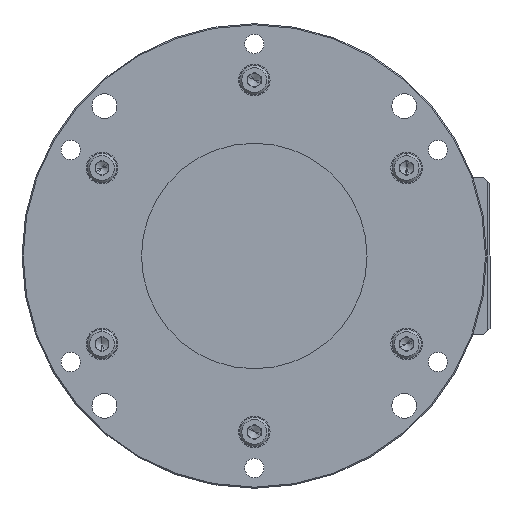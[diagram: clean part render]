
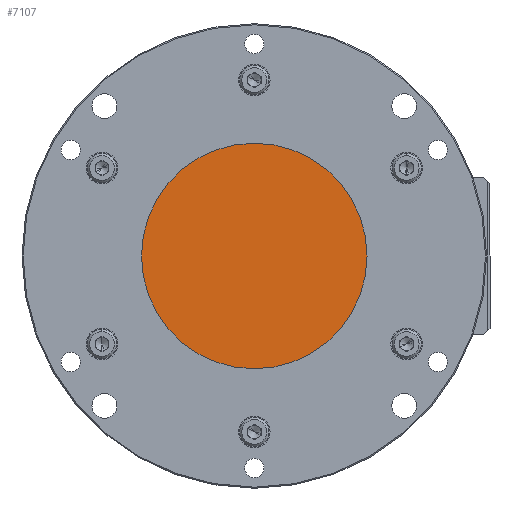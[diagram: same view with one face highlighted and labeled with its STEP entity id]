
A CAD part, left-side view. The second image highlights one B-rep face of the part: STEP entity #7107.
In plain terms, the highlighted planar face has unit normal (-1, 0, 0).
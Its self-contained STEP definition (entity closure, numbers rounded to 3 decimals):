
#5 = EDGE_CURVE ( 'NONE', #5062, #10325, #12792, .T. ) ;
#101 = AXIS2_PLACEMENT_3D ( 'NONE', #12160, #5362, #13295 ) ;
#1364 = DIRECTION ( 'NONE',  ( -1., 0., 0. ) ) ;
#2063 = DIRECTION ( 'NONE',  ( 1., 0., 0. ) ) ;
#4239 = CIRCLE ( 'NONE', #101, 50. ) ;
#4398 = CARTESIAN_POINT ( 'NONE',  ( 0.5, 0., 0. ) ) ;
#5062 = VERTEX_POINT ( 'NONE', #14039 ) ;
#5362 = DIRECTION ( 'NONE',  ( 1., 0., 0. ) ) ;
#5467 = ORIENTED_EDGE ( 'NONE', *, *, #10382, .F. ) ;
#5853 = PLANE ( 'NONE',  #14567 ) ;
#6513 = ORIENTED_EDGE ( 'NONE', *, *, #5, .F. ) ;
#6917 = EDGE_LOOP ( 'NONE', ( #5467, #6513 ) ) ;
#7107 = ADVANCED_FACE ( 'NONE', ( #13023 ), #5853, .T. ) ;
#7479 = AXIS2_PLACEMENT_3D ( 'NONE', #4398, #2063, #13392 ) ;
#7561 = CARTESIAN_POINT ( 'NONE',  ( 0.5, 50., 0. ) ) ;
#8151 = CARTESIAN_POINT ( 'NONE',  ( 0.5, 50., 0. ) ) ;
#9279 = DIRECTION ( 'NONE',  ( 0., -1., 0. ) ) ;
#10325 = VERTEX_POINT ( 'NONE', #7561 ) ;
#10382 = EDGE_CURVE ( 'NONE', #10325, #5062, #4239, .T. ) ;
#12160 = CARTESIAN_POINT ( 'NONE',  ( 0.5, 0., 0. ) ) ;
#12792 = CIRCLE ( 'NONE', #7479, 50. ) ;
#13023 = FACE_OUTER_BOUND ( 'NONE', #6917, .T. ) ;
#13295 = DIRECTION ( 'NONE',  ( 0., 1., 0. ) ) ;
#13392 = DIRECTION ( 'NONE',  ( 0., 1., 0. ) ) ;
#14039 = CARTESIAN_POINT ( 'NONE',  ( 0.5, -50., 0. ) ) ;
#14567 = AXIS2_PLACEMENT_3D ( 'NONE', #8151, #1364, #9279 ) ;
